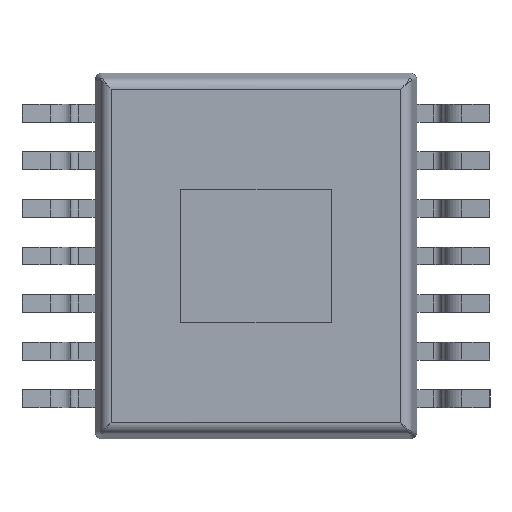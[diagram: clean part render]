
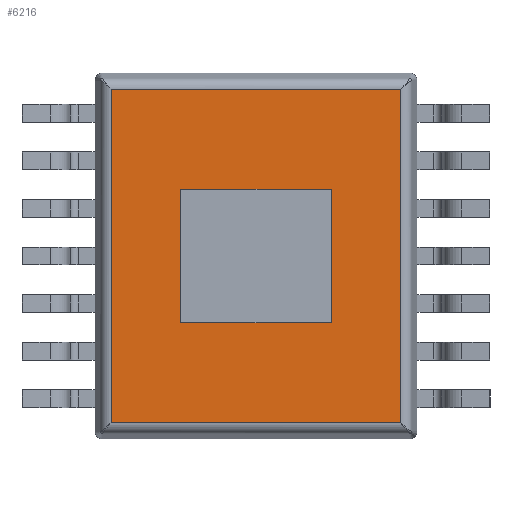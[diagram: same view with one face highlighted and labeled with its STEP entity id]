
A CAD part, front view. The second image highlights one B-rep face of the part: STEP entity #6216.
In plain terms, the highlighted planar face has unit normal (0, -1, 0).
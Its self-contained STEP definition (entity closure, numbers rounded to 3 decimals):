
#103 = VECTOR ( 'NONE', #7268, 1000. ) ;
#279 = EDGE_CURVE ( 'NONE', #4301, #4917, #2902, .T. ) ;
#409 = CARTESIAN_POINT ( 'NONE',  ( -1.983, 0.15, -2.4 ) ) ;
#456 = ORIENTED_EDGE ( 'NONE', *, *, #6301, .F. ) ;
#492 = CARTESIAN_POINT ( 'NONE',  ( 1.983, 0.15, 2.4 ) ) ;
#535 = DIRECTION ( 'NONE',  ( 1., 0., 0. ) ) ;
#552 = EDGE_CURVE ( 'NONE', #703, #4275, #3207, .T. ) ;
#691 = VECTOR ( 'NONE', #3675, 1000. ) ;
#703 = VERTEX_POINT ( 'NONE', #1179 ) ;
#909 = DIRECTION ( 'NONE',  ( -1., 0., 0. ) ) ;
#971 = CARTESIAN_POINT ( 'NONE',  ( 1.028, 0.15, -0.915 ) ) ;
#1179 = CARTESIAN_POINT ( 'NONE',  ( -1.027, 0.15, -0.915 ) ) ;
#1256 = CARTESIAN_POINT ( 'NONE',  ( 1.027, 0.15, 0.915 ) ) ;
#1324 = EDGE_CURVE ( 'NONE', #4967, #3240, #3809, .T. ) ;
#1561 = VECTOR ( 'NONE', #5347, 1000. ) ;
#1835 = VERTEX_POINT ( 'NONE', #8222 ) ;
#2099 = CARTESIAN_POINT ( 'NONE',  ( 1.028, 0.15, -0.915 ) ) ;
#2190 = CARTESIAN_POINT ( 'NONE',  ( 1.983, 0.15, -2.283 ) ) ;
#2246 = AXIS2_PLACEMENT_3D ( 'NONE', #6159, #6838, #6867 ) ;
#2296 = CARTESIAN_POINT ( 'NONE',  ( 1.983, 0.15, 2.283 ) ) ;
#2314 = ORIENTED_EDGE ( 'NONE', *, *, #279, .T. ) ;
#2318 = ORIENTED_EDGE ( 'NONE', *, *, #7242, .T. ) ;
#2335 = CARTESIAN_POINT ( 'NONE',  ( 1.027, 0.15, 0.915 ) ) ;
#2346 = DIRECTION ( 'NONE',  ( 0., 0., -1. ) ) ;
#2354 = EDGE_CURVE ( 'NONE', #1835, #703, #4640, .T. ) ;
#2432 = LINE ( 'NONE', #409, #691 ) ;
#2493 = CARTESIAN_POINT ( 'NONE',  ( 2.1, 0.15, -2.283 ) ) ;
#2693 = FACE_BOUND ( 'NONE', #5697, .T. ) ;
#2847 = ORIENTED_EDGE ( 'NONE', *, *, #1324, .T. ) ;
#2902 = LINE ( 'NONE', #2493, #3005 ) ;
#2910 = LINE ( 'NONE', #8327, #5161 ) ;
#3005 = VECTOR ( 'NONE', #535, 1000. ) ;
#3199 = VECTOR ( 'NONE', #909, 1000. ) ;
#3207 = LINE ( 'NONE', #2099, #1561 ) ;
#3240 = VERTEX_POINT ( 'NONE', #7826 ) ;
#3447 = VERTEX_POINT ( 'NONE', #1256 ) ;
#3543 = ORIENTED_EDGE ( 'NONE', *, *, #8389, .T. ) ;
#3675 = DIRECTION ( 'NONE',  ( 0., 0., -1. ) ) ;
#3809 = LINE ( 'NONE', #4590, #103 ) ;
#4014 = FACE_OUTER_BOUND ( 'NONE', #8043, .T. ) ;
#4227 = LINE ( 'NONE', #2335, #3199 ) ;
#4275 = VERTEX_POINT ( 'NONE', #971 ) ;
#4301 = VERTEX_POINT ( 'NONE', #5611 ) ;
#4590 = CARTESIAN_POINT ( 'NONE',  ( -2.1, 0.15, 2.283 ) ) ;
#4623 = ORIENTED_EDGE ( 'NONE', *, *, #5170, .F. ) ;
#4640 = LINE ( 'NONE', #7481, #4932 ) ;
#4917 = VERTEX_POINT ( 'NONE', #2190 ) ;
#4932 = VECTOR ( 'NONE', #2346, 1000. ) ;
#4967 = VERTEX_POINT ( 'NONE', #2296 ) ;
#5161 = VECTOR ( 'NONE', #7725, 1000. ) ;
#5170 = EDGE_CURVE ( 'NONE', #4275, #3447, #2910, .T. ) ;
#5318 = ORIENTED_EDGE ( 'NONE', *, *, #2354, .F. ) ;
#5347 = DIRECTION ( 'NONE',  ( 1., 0., 0. ) ) ;
#5524 = PLANE ( 'NONE',  #2246 ) ;
#5611 = CARTESIAN_POINT ( 'NONE',  ( -1.983, 0.15, -2.283 ) ) ;
#5697 = EDGE_LOOP ( 'NONE', ( #456, #4623, #8216, #5318 ) ) ;
#6159 = CARTESIAN_POINT ( 'NONE',  ( 2.1, 0.15, -2.4 ) ) ;
#6216 = ADVANCED_FACE ( 'NONE', ( #2693, #4014 ), #5524, .T. ) ;
#6301 = EDGE_CURVE ( 'NONE', #3447, #1835, #4227, .T. ) ;
#6354 = DIRECTION ( 'NONE',  ( 0., 0., 1. ) ) ;
#6355 = VECTOR ( 'NONE', #6354, 1000. ) ;
#6838 = DIRECTION ( 'NONE',  ( 0., -1., 0. ) ) ;
#6867 = DIRECTION ( 'NONE',  ( 1., 0., 0. ) ) ;
#7242 = EDGE_CURVE ( 'NONE', #4917, #4967, #8035, .T. ) ;
#7268 = DIRECTION ( 'NONE',  ( -1., 0., 0. ) ) ;
#7481 = CARTESIAN_POINT ( 'NONE',  ( -1.027, 0.15, -0.915 ) ) ;
#7725 = DIRECTION ( 'NONE',  ( 0., 0., 1. ) ) ;
#7826 = CARTESIAN_POINT ( 'NONE',  ( -1.983, 0.15, 2.283 ) ) ;
#8035 = LINE ( 'NONE', #492, #6355 ) ;
#8043 = EDGE_LOOP ( 'NONE', ( #2314, #2318, #2847, #3543 ) ) ;
#8216 = ORIENTED_EDGE ( 'NONE', *, *, #552, .F. ) ;
#8222 = CARTESIAN_POINT ( 'NONE',  ( -1.028, 0.15, 0.915 ) ) ;
#8327 = CARTESIAN_POINT ( 'NONE',  ( 1.028, 0.15, -0.915 ) ) ;
#8389 = EDGE_CURVE ( 'NONE', #3240, #4301, #2432, .T. ) ;
